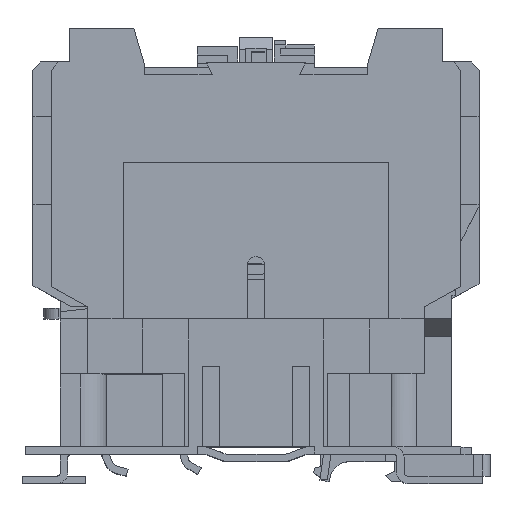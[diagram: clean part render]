
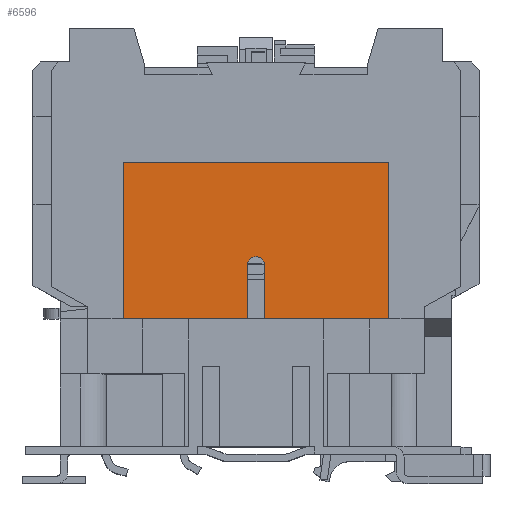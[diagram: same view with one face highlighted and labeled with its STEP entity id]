
A CAD part, top view. The second image highlights one B-rep face of the part: STEP entity #6596.
In plain terms, the highlighted planar face has unit normal (0, 0, 1).
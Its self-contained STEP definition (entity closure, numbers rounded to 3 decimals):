
#1912 = CARTESIAN_POINT ( 'NONE',  ( 0., 49.6, 41.2 ) ) ;
#5990 = DIRECTION ( 'NONE',  ( 0., 1., 0. ) ) ;
#6596 = ADVANCED_FACE ( 'NONE', ( #78569 ), #11207, .T. ) ;
#6888 = LINE ( 'NONE', #77587, #73048 ) ;
#7277 = DIRECTION ( 'NONE',  ( -1., 0., 0. ) ) ;
#8377 = DIRECTION ( 'NONE',  ( -1., 0., 0. ) ) ;
#10018 = VERTEX_POINT ( 'NONE', #17763 ) ;
#11207 = PLANE ( 'NONE',  #41231 ) ;
#12235 = LINE ( 'NONE', #77828, #39425 ) ;
#13625 = EDGE_CURVE ( 'NONE', #34925, #75152, #62784, .T. ) ;
#15018 = VERTEX_POINT ( 'NONE', #51478 ) ;
#16140 = CARTESIAN_POINT ( 'NONE',  ( -2.4, 49.6, 41.2 ) ) ;
#17655 = DIRECTION ( 'NONE',  ( 0., 0., 1. ) ) ;
#17763 = CARTESIAN_POINT ( 'NONE',  ( 36.35, 77.8, 41.2 ) ) ;
#21073 = VERTEX_POINT ( 'NONE', #16140 ) ;
#22442 = VECTOR ( 'NONE', #24705, 1000. ) ;
#22925 = EDGE_LOOP ( 'NONE', ( #76345, #39755, #59632, #38898, #78902, #36506, #28516, #67593 ) ) ;
#24469 = LINE ( 'NONE', #75987, #71590 ) ;
#24500 = EDGE_CURVE ( 'NONE', #10018, #39068, #39543, .T. ) ;
#24518 = EDGE_CURVE ( 'NONE', #75152, #33135, #24469, .T. ) ;
#24705 = DIRECTION ( 'NONE',  ( 0., -1., 0. ) ) ;
#28059 = CARTESIAN_POINT ( 'NONE',  ( 2.4, 49.6, 41.2 ) ) ;
#28516 = ORIENTED_EDGE ( 'NONE', *, *, #24518, .F. ) ;
#29949 = CIRCLE ( 'NONE', #75769, 2.4 ) ;
#32709 = DIRECTION ( 'NONE',  ( 0., -1., 0. ) ) ;
#33135 = VERTEX_POINT ( 'NONE', #47760 ) ;
#34925 = VERTEX_POINT ( 'NONE', #65907 ) ;
#35805 = VECTOR ( 'NONE', #5990, 1000. ) ;
#36506 = ORIENTED_EDGE ( 'NONE', *, *, #63380, .F. ) ;
#38032 = VECTOR ( 'NONE', #7277, 1000. ) ;
#38898 = ORIENTED_EDGE ( 'NONE', *, *, #51626, .F. ) ;
#39068 = VERTEX_POINT ( 'NONE', #69987 ) ;
#39286 = CARTESIAN_POINT ( 'NONE',  ( 36.35, 35., 41.2 ) ) ;
#39425 = VECTOR ( 'NONE', #45580, 1000. ) ;
#39543 = LINE ( 'NONE', #56643, #22442 ) ;
#39755 = ORIENTED_EDGE ( 'NONE', *, *, #51756, .F. ) ;
#41231 = AXIS2_PLACEMENT_3D ( 'NONE', #81533, #17655, #62473 ) ;
#45580 = DIRECTION ( 'NONE',  ( 1., 0., 0. ) ) ;
#46474 = DIRECTION ( 'NONE',  ( -1., 0., 0. ) ) ;
#46777 = DIRECTION ( 'NONE',  ( 0., 0., 1. ) ) ;
#47760 = CARTESIAN_POINT ( 'NONE',  ( -36.35, 77.8, 41.2 ) ) ;
#51478 = CARTESIAN_POINT ( 'NONE',  ( 2.4, 35., 41.2 ) ) ;
#51626 = EDGE_CURVE ( 'NONE', #39068, #15018, #55029, .T. ) ;
#51756 = EDGE_CURVE ( 'NONE', #65075, #21073, #29949, .T. ) ;
#52841 = LINE ( 'NONE', #63452, #35805 ) ;
#54699 = EDGE_CURVE ( 'NONE', #21073, #34925, #6888, .T. ) ;
#55029 = LINE ( 'NONE', #39286, #38032 ) ;
#56643 = CARTESIAN_POINT ( 'NONE',  ( 36.35, 35., 41.2 ) ) ;
#59632 = ORIENTED_EDGE ( 'NONE', *, *, #67115, .F. ) ;
#62473 = DIRECTION ( 'NONE',  ( 1., 0., 0. ) ) ;
#62784 = LINE ( 'NONE', #78451, #79865 ) ;
#63380 = EDGE_CURVE ( 'NONE', #33135, #10018, #12235, .T. ) ;
#63452 = CARTESIAN_POINT ( 'NONE',  ( 2.4, 49.6, 41.2 ) ) ;
#65075 = VERTEX_POINT ( 'NONE', #28059 ) ;
#65907 = CARTESIAN_POINT ( 'NONE',  ( -2.4, 35., 41.2 ) ) ;
#67115 = EDGE_CURVE ( 'NONE', #15018, #65075, #52841, .T. ) ;
#67593 = ORIENTED_EDGE ( 'NONE', *, *, #13625, .F. ) ;
#69987 = CARTESIAN_POINT ( 'NONE',  ( 36.35, 35., 41.2 ) ) ;
#71590 = VECTOR ( 'NONE', #82421, 1000. ) ;
#73048 = VECTOR ( 'NONE', #32709, 1000. ) ;
#75152 = VERTEX_POINT ( 'NONE', #81834 ) ;
#75769 = AXIS2_PLACEMENT_3D ( 'NONE', #1912, #46777, #8377 ) ;
#75987 = CARTESIAN_POINT ( 'NONE',  ( -36.35, 35., 41.2 ) ) ;
#76345 = ORIENTED_EDGE ( 'NONE', *, *, #54699, .F. ) ;
#77587 = CARTESIAN_POINT ( 'NONE',  ( -2.4, 35., 41.2 ) ) ;
#77828 = CARTESIAN_POINT ( 'NONE',  ( 36.35, 77.8, 41.2 ) ) ;
#78451 = CARTESIAN_POINT ( 'NONE',  ( 36.35, 35., 41.2 ) ) ;
#78569 = FACE_OUTER_BOUND ( 'NONE', #22925, .T. ) ;
#78902 = ORIENTED_EDGE ( 'NONE', *, *, #24500, .F. ) ;
#79865 = VECTOR ( 'NONE', #46474, 1000. ) ;
#81533 = CARTESIAN_POINT ( 'NONE',  ( 0., 0., 41.2 ) ) ;
#81834 = CARTESIAN_POINT ( 'NONE',  ( -36.35, 35., 41.2 ) ) ;
#82421 = DIRECTION ( 'NONE',  ( 0., 1., 0. ) ) ;
